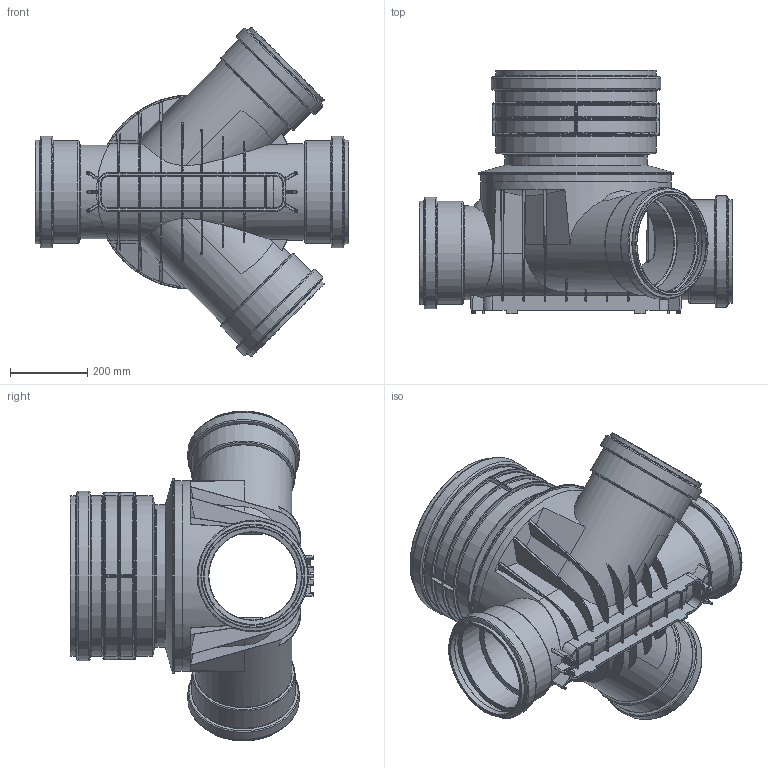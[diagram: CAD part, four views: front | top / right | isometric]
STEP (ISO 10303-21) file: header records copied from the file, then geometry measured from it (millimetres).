
FILE_DESCRIPTION(/* description */ (''),/* implementation_level */ '2;1');
FILE_NAME(/* name */ '660070z.stp',/* time_stamp */ '2024-01-08T11:01:02+01:00',/* author */ ('corinna'),/* organization */ (''),/* preprocessor_version */ 'ST-DEVELOPER v20',/* originating_system */ 'Autodesk Inventor 2024',/* authorisation */ '');
FILE_SCHEMA (('AUTOMOTIVE_DESIGN { 1 0 10303 214 3 1 1 }'));
Length unit declared in the file: millimetre
Products named in the file (4): 660070z; 660070 Teil 1; 660070 Teil 2; 660070 Teil 3
Assembly tree (3 placements, depth 2):
  660070z
    660070 Teil 1
    660070 Teil 2
    660070 Teil 3
Bounding box: 810 x 629.5 x 852.58 mm (x, y, z)
Volume: 11591911.8 mm3; surface area: 3449068.1 mm2
Topology: 3 solids, 3 shells, 1349 faces, 3309 edges, 1961 vertices
Faces by surface type: cylinder 442, bspline 336, plane 236, torus 158, sphere 102, cone 75
Full cylindrical faces by diameter (mm): 227.5 x1, 234.5 x3, 242.5 x1, 249.5 x3, 252.5 x4, 253 x8, 266.5 x4, 267 x4, 273.5 x3, 274 x1, 287.5 x3, 288 x1, 356.2 x2, 367.2 x2, 404 x2, 415 x3, 427.1 x1, 432 x2, 438.1 x1, 477 x2, 493 x2, 503 x1
Entity records: 52769 total; most frequent: CARTESIAN_POINT 22184, ORIENTED_EDGE 6602, DIRECTION 6271, EDGE_CURVE 3301, AXIS2_PLACEMENT_3D 2632, VERTEX_POINT 1961, EDGE_LOOP 1364, FACE_OUTER_BOUND 1349
